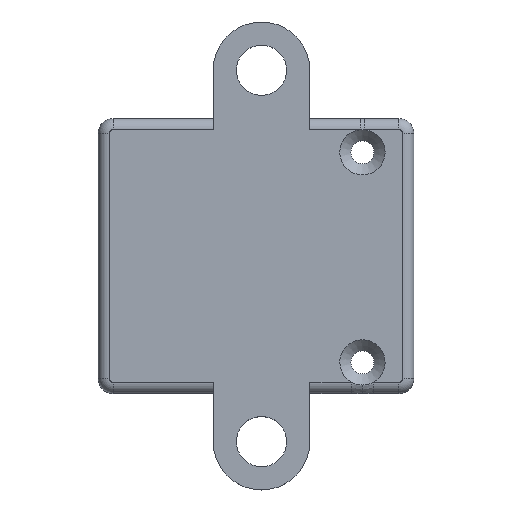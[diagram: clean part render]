
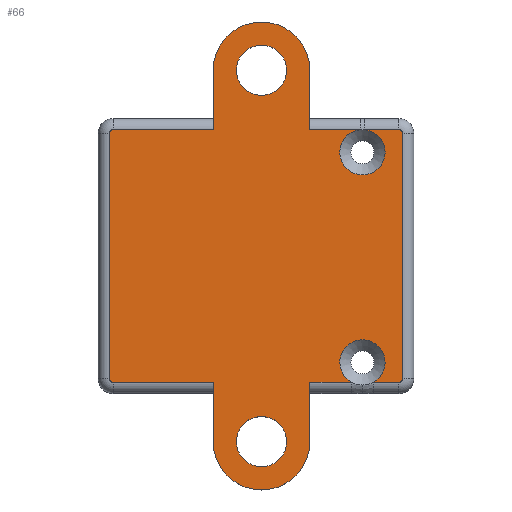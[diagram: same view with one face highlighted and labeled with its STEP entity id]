
A CAD part, top view. The second image highlights one B-rep face of the part: STEP entity #66.
In plain terms, the highlighted planar face has unit normal (0, 0, 1).
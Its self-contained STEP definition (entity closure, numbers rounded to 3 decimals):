
#66=ADVANCED_FACE('',(#2511,#2513,#2515),#2517,.T.);
#2511=FACE_BOUND('',#2512,.T.);
#2512=EDGE_LOOP('',(#4884,#4885,#4886,#4887,#4888,#4889,#4890,#4891,#4892,#4893,
#4894,#4895,#4896,#4897,#4898,#4899,#4900,#4901,#4902,#4903,#4904));
#2513=FACE_BOUND('',#2514,.T.);
#2514=EDGE_LOOP('',(#4905));
#2515=FACE_BOUND('',#2516,.T.);
#2516=EDGE_LOOP('',(#4906));
#2517=PLANE('',#2518);
#2518=AXIS2_PLACEMENT_3D('',#2519,#2520,#2521);
#2519=CARTESIAN_POINT('',(0.,0.,26.5));
#2520=DIRECTION('',(0.,-0.,1.));
#2521=DIRECTION('',(0.,1.,0.));
#4884=ORIENTED_EDGE('',*,*,#6324,.T.);
#4885=ORIENTED_EDGE('',*,*,#6325,.F.);
#4886=ORIENTED_EDGE('',*,*,#6326,.F.);
#4887=ORIENTED_EDGE('',*,*,#6327,.F.);
#4888=ORIENTED_EDGE('',*,*,#6328,.T.);
#4889=ORIENTED_EDGE('',*,*,#6329,.T.);
#4890=ORIENTED_EDGE('',*,*,#6330,.F.);
#4891=ORIENTED_EDGE('',*,*,#6331,.F.);
#4892=ORIENTED_EDGE('',*,*,#6332,.T.);
#4893=ORIENTED_EDGE('',*,*,#6333,.T.);
#4894=ORIENTED_EDGE('',*,*,#6334,.T.);
#4895=ORIENTED_EDGE('',*,*,#6335,.F.);
#4896=ORIENTED_EDGE('',*,*,#6336,.T.);
#4897=ORIENTED_EDGE('',*,*,#6337,.F.);
#4898=ORIENTED_EDGE('',*,*,#6338,.T.);
#4899=ORIENTED_EDGE('',*,*,#6339,.T.);
#4900=ORIENTED_EDGE('',*,*,#6340,.T.);
#4901=ORIENTED_EDGE('',*,*,#6341,.T.);
#4902=ORIENTED_EDGE('',*,*,#6342,.T.);
#4903=ORIENTED_EDGE('',*,*,#6343,.F.);
#4904=ORIENTED_EDGE('',*,*,#6344,.F.);
#4905=ORIENTED_EDGE('',*,*,#6345,.T.);
#4906=ORIENTED_EDGE('',*,*,#6346,.T.);
#6324=EDGE_CURVE('',#7076,#7077,#7078,.T.);
#6325=EDGE_CURVE('',#7079,#7077,#7080,.F.);
#6326=EDGE_CURVE('',#7081,#7079,#7082,.T.);
#6327=EDGE_CURVE('',#7083,#7081,#7084,.F.);
#6328=EDGE_CURVE('',#7083,#7085,#7086,.T.);
#6329=EDGE_CURVE('',#7085,#7087,#7088,.T.);
#6330=EDGE_CURVE('',#7089,#7087,#7090,.F.);
#6331=EDGE_CURVE('',#7091,#7089,#7092,.T.);
#6332=EDGE_CURVE('',#7091,#7093,#7094,.T.);
#6333=EDGE_CURVE('',#7093,#7095,#7096,.T.);
#6334=EDGE_CURVE('',#7095,#7097,#7098,.T.);
#6335=EDGE_CURVE('',#7099,#7097,#7100,.F.);
#6336=EDGE_CURVE('',#7099,#7101,#7102,.T.);
#6337=EDGE_CURVE('',#7103,#7101,#7104,.F.);
#6338=EDGE_CURVE('',#7103,#7105,#7106,.T.);
#6339=EDGE_CURVE('',#7105,#7107,#7108,.T.);
#6340=EDGE_CURVE('',#7107,#7109,#7110,.T.);
#6341=EDGE_CURVE('',#7109,#7111,#7112,.T.);
#6342=EDGE_CURVE('',#7111,#7113,#7114,.T.);
#6343=EDGE_CURVE('',#7115,#7113,#7116,.F.);
#6344=EDGE_CURVE('',#7076,#7115,#7117,.T.);
#6345=EDGE_CURVE('',#7118,#7118,#7119,.T.);
#6346=EDGE_CURVE('',#7120,#7120,#7121,.T.);
#7076=VERTEX_POINT('',#8302);
#7077=VERTEX_POINT('',#8303);
#7078=LINE('',#8304,#8305);
#7079=VERTEX_POINT('',#8307);
#7080=CIRCLE('',#8308,0.5);
#7081=VERTEX_POINT('',#8312);
#7082=LINE('',#8313,#8314);
#7083=VERTEX_POINT('',#8316);
#7084=CIRCLE('',#8317,0.5);
#7085=VERTEX_POINT('',#8321);
#7086=LINE('',#8322,#8323);
#7087=VERTEX_POINT('',#8325);
#7088=LINE('',#8326,#8327);
#7089=VERTEX_POINT('',#8329);
#7090=CIRCLE('',#8330,6.5);
#7091=VERTEX_POINT('',#8334);
#7092=LINE('',#8335,#8336);
#7093=VERTEX_POINT('',#8338);
#7094=LINE('',#8339,#8340);
#7095=VERTEX_POINT('',#8342);
#7096=CIRCLE('',#8343,3.05);
#7097=VERTEX_POINT('',#8347);
#7098=LINE('',#8348,#8349);
#7099=VERTEX_POINT('',#8351);
#7100=CIRCLE('',#8352,0.5);
#7101=VERTEX_POINT('',#8356);
#7102=LINE('',#8357,#8358);
#7103=VERTEX_POINT('',#8360);
#7104=CIRCLE('',#8361,0.5);
#7105=VERTEX_POINT('',#8365);
#7106=LINE('',#8366,#8367);
#7107=VERTEX_POINT('',#8369);
#7108=CIRCLE('',#8370,3.05);
#7109=VERTEX_POINT('',#8374);
#7110=CIRCLE('',#8375,3.05);
#7111=VERTEX_POINT('',#8379);
#7112=LINE('',#8380,#8381);
#7113=VERTEX_POINT('',#8383);
#7114=LINE('',#8384,#8385);
#7115=VERTEX_POINT('',#8387);
#7116=CIRCLE('',#8388,6.5);
#7117=LINE('',#8392,#8393);
#7118=VERTEX_POINT('',#8395);
#7119=CIRCLE('',#8396,3.375);
#7120=VERTEX_POINT('',#8400);
#7121=CIRCLE('',#8401,3.375);
#8302=CARTESIAN_POINT('',(-27.005,-1.5,26.5));
#8303=CARTESIAN_POINT('',(-40.5,-1.5,26.5));
#8304=CARTESIAN_POINT('',(-27.005,-1.5,26.5));
#8305=VECTOR('',#8306,1.);
#8306=DIRECTION('',(-1.,0.,0.));
#8307=CARTESIAN_POINT('',(-41.,-2.,26.5));
#8308=AXIS2_PLACEMENT_3D('',#8309,#8310,#8311);
#8309=CARTESIAN_POINT('',(-40.5,-2.,26.5));
#8310=DIRECTION('',(0.,-0.,1.));
#8311=DIRECTION('',(0.,1.,0.));
#8312=CARTESIAN_POINT('',(-41.,-35.,26.5));
#8313=CARTESIAN_POINT('',(-41.,-35.,26.5));
#8314=VECTOR('',#8315,1.);
#8315=DIRECTION('',(0.,1.,0.));
#8316=CARTESIAN_POINT('',(-40.5,-35.5,26.5));
#8317=AXIS2_PLACEMENT_3D('',#8318,#8319,#8320);
#8318=CARTESIAN_POINT('',(-40.5,-35.,26.5));
#8319=DIRECTION('',(0.,0.,1.));
#8320=DIRECTION('',(-1.,0.,0.));
#8321=CARTESIAN_POINT('',(-27.005,-35.5,26.5));
#8322=CARTESIAN_POINT('',(-40.5,-35.5,26.5));
#8323=VECTOR('',#8324,1.);
#8324=DIRECTION('',(1.,0.,0.));
#8325=CARTESIAN_POINT('',(-27.005,-43.5,26.5));
#8326=CARTESIAN_POINT('',(-27.005,-35.5,26.5));
#8327=VECTOR('',#8328,1.);
#8328=DIRECTION('',(0.,-1.,0.));
#8329=CARTESIAN_POINT('',(-14.005,-43.5,26.5));
#8330=AXIS2_PLACEMENT_3D('',#8331,#8332,#8333);
#8331=CARTESIAN_POINT('',(-20.505,-43.5,26.5));
#8332=DIRECTION('',(0.,-0.,1.));
#8333=DIRECTION('',(-1.,0.,0.));
#8334=CARTESIAN_POINT('',(-14.005,-35.5,26.5));
#8335=CARTESIAN_POINT('',(-14.005,-35.5,26.5));
#8336=VECTOR('',#8337,1.);
#8337=DIRECTION('',(0.,-1.,0.));
#8338=CARTESIAN_POINT('',(-8.396,-35.5,26.5));
#8339=CARTESIAN_POINT('',(-14.005,-35.5,26.5));
#8340=VECTOR('',#8341,1.);
#8341=DIRECTION('',(1.,0.,0.));
#8342=CARTESIAN_POINT('',(-5.436,-35.5,26.5));
#8343=AXIS2_PLACEMENT_3D('',#8344,#8345,#8346);
#8344=CARTESIAN_POINT('',(-6.916,-32.833,26.5));
#8345=DIRECTION('',(-0.,0.,-1.));
#8346=DIRECTION('',(-0.485,-0.874,0.));
#8347=CARTESIAN_POINT('',(-2.,-35.5,26.5));
#8348=CARTESIAN_POINT('',(-5.436,-35.5,26.5));
#8349=VECTOR('',#8350,1.);
#8350=DIRECTION('',(1.,0.,0.));
#8351=CARTESIAN_POINT('',(-1.5,-35.,26.5));
#8352=AXIS2_PLACEMENT_3D('',#8353,#8354,#8355);
#8353=CARTESIAN_POINT('',(-2.,-35.,26.5));
#8354=DIRECTION('',(0.,0.,1.));
#8355=DIRECTION('',(0.,-1.,0.));
#8356=CARTESIAN_POINT('',(-1.5,-2.,26.5));
#8357=CARTESIAN_POINT('',(-1.5,-35.,26.5));
#8358=VECTOR('',#8359,1.);
#8359=DIRECTION('',(0.,1.,0.));
#8360=CARTESIAN_POINT('',(-2.,-1.5,26.5));
#8361=AXIS2_PLACEMENT_3D('',#8362,#8363,#8364);
#8362=CARTESIAN_POINT('',(-2.,-2.,26.5));
#8363=DIRECTION('',(0.,-0.,1.));
#8364=DIRECTION('',(1.,0.,0.));
#8365=CARTESIAN_POINT('',(-6.698,-1.5,26.5));
#8366=CARTESIAN_POINT('',(-2.,-1.5,26.5));
#8367=VECTOR('',#8368,1.);
#8368=DIRECTION('',(-1.,0.,0.));
#8369=CARTESIAN_POINT('',(-6.916,-7.592,26.5));
#8370=AXIS2_PLACEMENT_3D('',#8371,#8372,#8373);
#8371=CARTESIAN_POINT('',(-6.916,-4.542,26.5));
#8372=DIRECTION('',(-0.,0.,-1.));
#8373=DIRECTION('',(0.071,0.997,0.));
#8374=CARTESIAN_POINT('',(-7.134,-1.5,26.5));
#8375=AXIS2_PLACEMENT_3D('',#8376,#8377,#8378);
#8376=CARTESIAN_POINT('',(-6.916,-4.542,26.5));
#8377=DIRECTION('',(-0.,0.,-1.));
#8378=DIRECTION('',(0.,-1.,0.));
#8379=CARTESIAN_POINT('',(-14.005,-1.5,26.5));
#8380=CARTESIAN_POINT('',(-7.134,-1.5,26.5));
#8381=VECTOR('',#8382,1.);
#8382=DIRECTION('',(-1.,0.,0.));
#8383=CARTESIAN_POINT('',(-14.005,6.5,26.5));
#8384=CARTESIAN_POINT('',(-14.005,-1.5,26.5));
#8385=VECTOR('',#8386,1.);
#8386=DIRECTION('',(0.,1.,0.));
#8387=CARTESIAN_POINT('',(-27.005,6.5,26.5));
#8388=AXIS2_PLACEMENT_3D('',#8389,#8390,#8391);
#8389=CARTESIAN_POINT('',(-20.505,6.5,26.5));
#8390=DIRECTION('',(0.,-0.,1.));
#8391=DIRECTION('',(1.,0.,0.));
#8392=CARTESIAN_POINT('',(-27.005,-1.5,26.5));
#8393=VECTOR('',#8394,1.);
#8394=DIRECTION('',(0.,1.,0.));
#8395=CARTESIAN_POINT('',(-20.505,3.125,26.5));
#8396=AXIS2_PLACEMENT_3D('',#8397,#8398,#8399);
#8397=CARTESIAN_POINT('',(-20.505,6.5,26.5));
#8398=DIRECTION('',(-0.,0.,-1.));
#8399=DIRECTION('',(0.,-1.,0.));
#8400=CARTESIAN_POINT('',(-20.505,-40.125,26.5));
#8401=AXIS2_PLACEMENT_3D('',#8402,#8403,#8404);
#8402=CARTESIAN_POINT('',(-20.505,-43.5,26.5));
#8403=DIRECTION('',(-0.,0.,-1.));
#8404=DIRECTION('',(0.,1.,0.));
